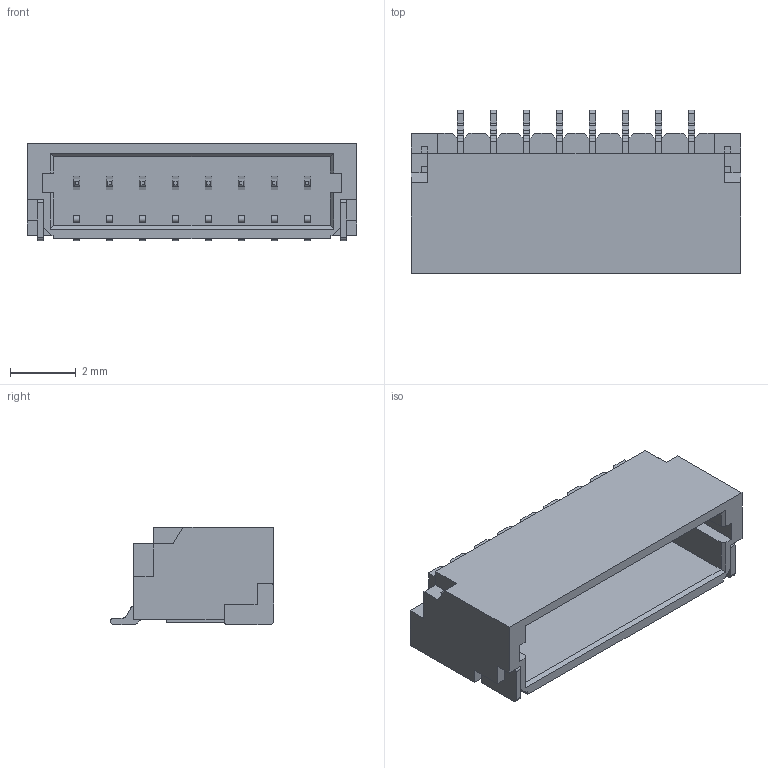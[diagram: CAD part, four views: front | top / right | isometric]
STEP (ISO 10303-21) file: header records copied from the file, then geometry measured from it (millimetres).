
FILE_DESCRIPTION(('STEP AP214'), '1');
FILE_NAME('SMxB-SRSS-TB', '', ('UNSPECIFIED'), ('UNSPECIFIED'), 'ASCON STEP Converter 1.6', 'ASCON Math Kernel', '');
FILE_SCHEMA(('AUTOMOTIVE_DESIGN { 1 0 10303 214 3 1 1}'));
Length unit declared in the file: millimetre
Bounding box: 10 x 4.95 x 2.95 mm (x, y, z)
Volume: 62.5 mm3; surface area: 325.7 mm2
Topology: 11 solids, 11 shells, 435 faces, 1278 edges, 850 vertices
Faces by surface type: plane 365, cylinder 70
Entity records: 17928 total; most frequent: CARTESIAN_POINT 2564, ORIENTED_EDGE 2556, DIRECTION 2290, EDGE_CURVE 1278, LINE 1138, VECTOR 1138, VERTEX_POINT 850, AXIS2_PLACEMENT_3D 576
